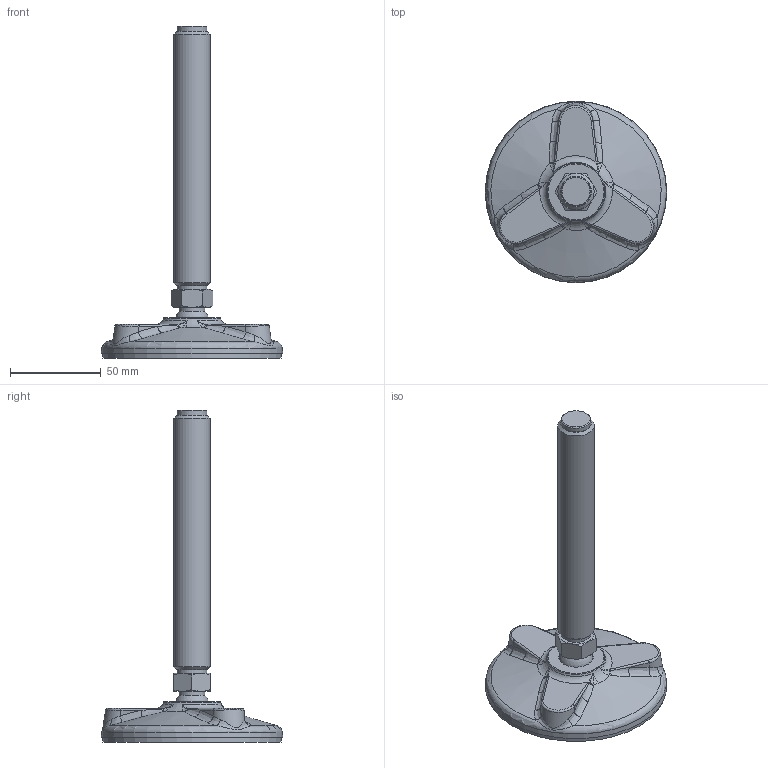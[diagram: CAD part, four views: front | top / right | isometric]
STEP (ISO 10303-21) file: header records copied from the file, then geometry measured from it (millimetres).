
FILE_DESCRIPTION(/* description */ ('AC2F'),/* implementation_level */ '2;1');
FILE_NAME(/* name */ '6387245',/* time_stamp */ '2018-06-06T15:44:54+02:00',/* author */ ('Zorzan Davide'),/* organization */ ('Gamm Srl.'),/* preprocessor_version */ 'ST-DEVELOPER v16.7',/* originating_system */ 'DEX',/* authorisation */ $);
FILE_SCHEMA (('CONFIG_CONTROL_DESIGN'));
Length unit declared in the file: millimetre
Products named in the file (1): 6387245
Bounding box: 100 x 100 x 182.88 mm (x, y, z)
Volume: 132196.6 mm3; surface area: 49952.3 mm2
Topology: 1 solids, 15 shells, 322 faces, 768 edges, 487 vertices
Faces by surface type: plane 121, cylinder 69, bspline 60, cone 34, torus 30, sphere 8
Full cylindrical faces by diameter (mm): 2.966 x3, 3 x3, 6 x3, 9.86 x1, 10.677 x3, 11.745 x3, 14.304 x1, 16.5 x2, 18.495 x1, 20 x1, 90.5 x1, 98.2 x1
Entity records: 14881 total; most frequent: CARTESIAN_POINT 6097, ORIENTED_EDGE 1354, DIRECTION 1192, EDGE_CURVE 677, AXIS2_PLACEMENT_3D 511, VERTEX_POINT 461, EDGE_LOOP 398, FACE_BOUND 398
